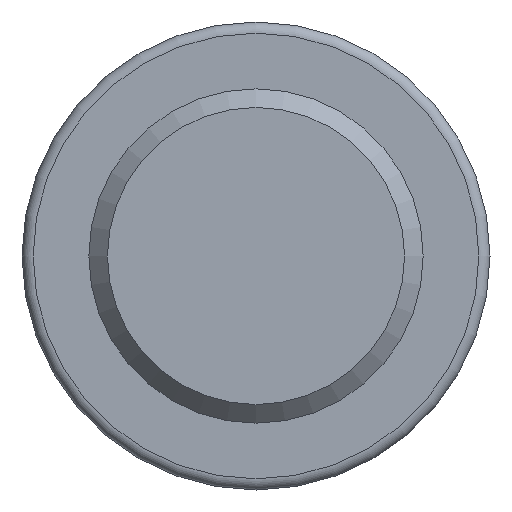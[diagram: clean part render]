
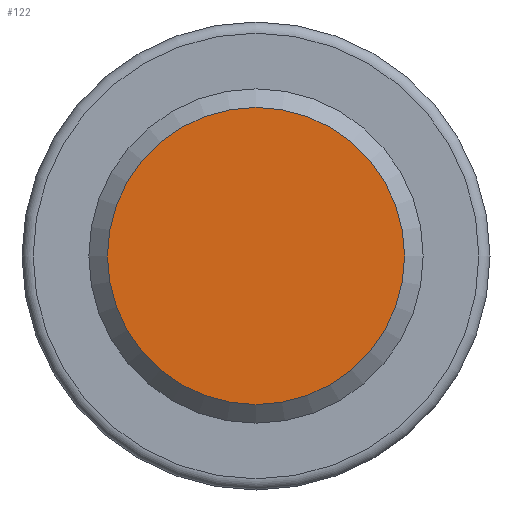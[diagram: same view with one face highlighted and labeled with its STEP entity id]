
A CAD part, front view. The second image highlights one B-rep face of the part: STEP entity #122.
In plain terms, the highlighted planar face has unit normal (0, -1, 0).
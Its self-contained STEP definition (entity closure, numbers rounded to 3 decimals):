
#122=ADVANCED_FACE('',(#133),#131,.T.);
#131=PLANE('',#324);
#133=FACE_OUTER_BOUND('',#175,.T.);
#175=EDGE_LOOP('',(#217));
#217=ORIENTED_EDGE('',*,*,#259,.T.);
#238=VERTEX_POINT('',#478);
#259=EDGE_CURVE('',#238,#238,#280,.T.);
#280=CIRCLE('',#322,4.);
#322=AXIS2_PLACEMENT_3D('',#477,#408,#409);
#324=AXIS2_PLACEMENT_3D('',#480,#412,#413);
#408=DIRECTION('',(0.,-1.,0.));
#409=DIRECTION('',(0.,0.,-1.));
#412=DIRECTION('',(0.,-1.,0.));
#413=DIRECTION('',(0.,0.,-1.));
#477=CARTESIAN_POINT('',(0.,0.,0.));
#478=CARTESIAN_POINT('',(0.,0.,-4.));
#480=CARTESIAN_POINT('',(0.,0.,0.));
